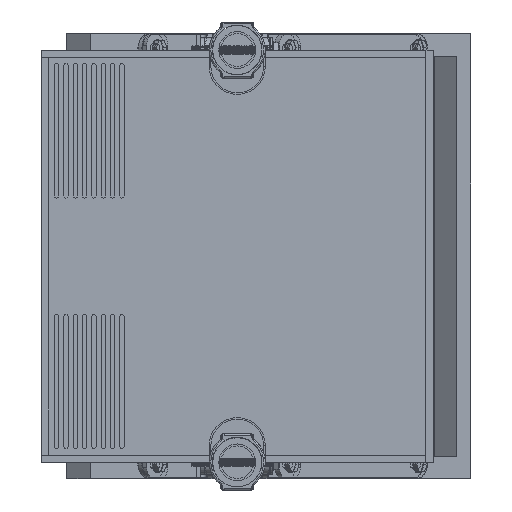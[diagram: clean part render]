
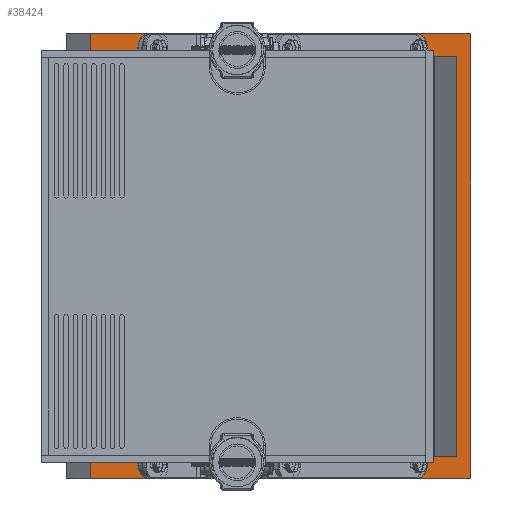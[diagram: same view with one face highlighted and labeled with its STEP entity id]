
A CAD part, front view. The second image highlights one B-rep face of the part: STEP entity #38424.
In plain terms, the highlighted planar face has unit normal (0.766, -0.643, 0).
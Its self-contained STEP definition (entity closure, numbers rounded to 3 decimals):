
#260=FACE_BOUND('',#4279,.T.);
#261=FACE_BOUND('',#4280,.T.);
#262=FACE_BOUND('',#4281,.T.);
#263=FACE_BOUND('',#4282,.T.);
#264=FACE_BOUND('',#4283,.T.);
#265=FACE_BOUND('',#4284,.T.);
#266=FACE_BOUND('',#4285,.T.);
#718=PLANE('',#40913);
#2042=FACE_OUTER_BOUND('',#4278,.T.);
#4278=EDGE_LOOP('',(#27520,#27521,#27522,#27523));
#4279=EDGE_LOOP('',(#27524));
#4280=EDGE_LOOP('',(#27525));
#4281=EDGE_LOOP('',(#27526));
#4282=EDGE_LOOP('',(#27527));
#4283=EDGE_LOOP('',(#27528));
#4284=EDGE_LOOP('',(#27529));
#4285=EDGE_LOOP('',(#27530,#27531,#27532,#27533));
#6414=CIRCLE('',#40882,0.125);
#6416=CIRCLE('',#40886,0.125);
#6418=CIRCLE('',#40890,0.125);
#6420=CIRCLE('',#40894,0.125);
#6422=CIRCLE('',#40898,0.125);
#6424=CIRCLE('',#40902,0.125);
#10032=LINE('',#76847,#12802);
#10036=LINE('',#76855,#12806);
#10039=LINE('',#76861,#12809);
#10042=LINE('',#76866,#12812);
#10045=LINE('',#76874,#12815);
#10053=LINE('',#76889,#12823);
#10054=LINE('',#76891,#12824);
#10055=LINE('',#76892,#12825);
#12802=VECTOR('',#45249,0.394);
#12806=VECTOR('',#45255,0.394);
#12809=VECTOR('',#45260,0.394);
#12812=VECTOR('',#45265,0.394);
#12815=VECTOR('',#45272,0.394);
#12823=VECTOR('',#45284,0.394);
#12824=VECTOR('',#45287,0.394);
#12825=VECTOR('',#45288,0.394);
#15918=VERTEX_POINT('',#76803);
#15920=VERTEX_POINT('',#76810);
#15922=VERTEX_POINT('',#76817);
#15924=VERTEX_POINT('',#76824);
#15926=VERTEX_POINT('',#76831);
#15928=VERTEX_POINT('',#76838);
#15930=VERTEX_POINT('',#76845);
#15931=VERTEX_POINT('',#76846);
#15934=VERTEX_POINT('',#76854);
#15936=VERTEX_POINT('',#76860);
#15939=VERTEX_POINT('',#76871);
#15940=VERTEX_POINT('',#76873);
#15944=VERTEX_POINT('',#76885);
#15945=VERTEX_POINT('',#76887);
#20204=EDGE_CURVE('',#15918,#15918,#6414,.T.);
#20207=EDGE_CURVE('',#15920,#15920,#6416,.T.);
#20210=EDGE_CURVE('',#15922,#15922,#6418,.T.);
#20213=EDGE_CURVE('',#15924,#15924,#6420,.T.);
#20216=EDGE_CURVE('',#15926,#15926,#6422,.T.);
#20219=EDGE_CURVE('',#15928,#15928,#6424,.T.);
#20222=EDGE_CURVE('',#15930,#15931,#10032,.T.);
#20226=EDGE_CURVE('',#15934,#15930,#10036,.T.);
#20229=EDGE_CURVE('',#15936,#15934,#10039,.T.);
#20232=EDGE_CURVE('',#15931,#15936,#10042,.T.);
#20235=EDGE_CURVE('',#15939,#15940,#10045,.T.);
#20243=EDGE_CURVE('',#15944,#15945,#10053,.T.);
#20244=EDGE_CURVE('',#15939,#15944,#10054,.T.);
#20245=EDGE_CURVE('',#15940,#15945,#10055,.T.);
#27520=ORIENTED_EDGE('',*,*,#20244,.T.);
#27521=ORIENTED_EDGE('',*,*,#20243,.T.);
#27522=ORIENTED_EDGE('',*,*,#20245,.F.);
#27523=ORIENTED_EDGE('',*,*,#20235,.F.);
#27524=ORIENTED_EDGE('',*,*,#20204,.T.);
#27525=ORIENTED_EDGE('',*,*,#20207,.T.);
#27526=ORIENTED_EDGE('',*,*,#20210,.T.);
#27527=ORIENTED_EDGE('',*,*,#20213,.T.);
#27528=ORIENTED_EDGE('',*,*,#20216,.T.);
#27529=ORIENTED_EDGE('',*,*,#20219,.T.);
#27530=ORIENTED_EDGE('',*,*,#20222,.T.);
#27531=ORIENTED_EDGE('',*,*,#20232,.T.);
#27532=ORIENTED_EDGE('',*,*,#20229,.T.);
#27533=ORIENTED_EDGE('',*,*,#20226,.T.);
#38424=ADVANCED_FACE('',(#2042,#260,#261,#262,#263,#264,#265,#266),#718,
 .T.);
#40882=AXIS2_PLACEMENT_3D('',#76804,#45195,#45196);
#40886=AXIS2_PLACEMENT_3D('',#76811,#45204,#45205);
#40890=AXIS2_PLACEMENT_3D('',#76818,#45213,#45214);
#40894=AXIS2_PLACEMENT_3D('',#76825,#45222,#45223);
#40898=AXIS2_PLACEMENT_3D('',#76832,#45231,#45232);
#40902=AXIS2_PLACEMENT_3D('',#76839,#45240,#45241);
#40913=AXIS2_PLACEMENT_3D('',#76890,#45285,#45286);
#45195=DIRECTION('center_axis',(-0.766,0.643,0.));
#45196=DIRECTION('ref_axis',(0.,0.,-1.));
#45204=DIRECTION('center_axis',(-0.766,0.643,0.));
#45205=DIRECTION('ref_axis',(0.,0.,-1.));
#45213=DIRECTION('center_axis',(-0.766,0.643,0.));
#45214=DIRECTION('ref_axis',(0.,0.,-1.));
#45222=DIRECTION('center_axis',(-0.766,0.643,0.));
#45223=DIRECTION('ref_axis',(0.,0.,-1.));
#45231=DIRECTION('center_axis',(-0.766,0.643,0.));
#45232=DIRECTION('ref_axis',(0.,0.,-1.));
#45240=DIRECTION('center_axis',(-0.766,0.643,0.));
#45241=DIRECTION('ref_axis',(0.,0.,-1.));
#45249=DIRECTION('',(-0.643,-0.766,0.));
#45255=DIRECTION('',(0.,0.,-1.));
#45260=DIRECTION('',(0.643,0.766,0.));
#45265=DIRECTION('',(0.,0.,1.));
#45272=DIRECTION('',(0.,0.,-1.));
#45284=DIRECTION('',(0.,0.,-1.));
#45285=DIRECTION('center_axis',(0.766,-0.643,0.));
#45286=DIRECTION('ref_axis',(-0.643,-0.766,0.));
#45287=DIRECTION('',(-0.643,-0.766,0.));
#45288=DIRECTION('',(-0.643,-0.766,0.));
#76803=CARTESIAN_POINT('',(11.67,11.895,-13.063));
#76804=CARTESIAN_POINT('Origin',(11.67,11.895,-13.188));
#76810=CARTESIAN_POINT('',(11.67,11.895,-0.313));
#76811=CARTESIAN_POINT('Origin',(11.67,11.895,-0.438));
#76817=CARTESIAN_POINT('',(7.612,7.059,-13.063));
#76818=CARTESIAN_POINT('Origin',(7.612,7.059,-13.188));
#76824=CARTESIAN_POINT('',(3.555,2.223,-0.313));
#76825=CARTESIAN_POINT('Origin',(3.555,2.223,-0.438));
#76831=CARTESIAN_POINT('',(7.612,7.059,-0.313));
#76832=CARTESIAN_POINT('Origin',(7.612,7.059,-0.438));
#76838=CARTESIAN_POINT('',(3.555,2.223,-13.063));
#76839=CARTESIAN_POINT('Origin',(3.555,2.223,-13.188));
#76845=CARTESIAN_POINT('',(12.996,13.475,-12.938));
#76846=CARTESIAN_POINT('',(2.229,0.643,-12.938));
#76847=CARTESIAN_POINT('',(13.217,13.738,-12.938));
#76854=CARTESIAN_POINT('',(12.996,13.475,-0.688));
#76855=CARTESIAN_POINT('',(12.996,13.475,-0.344));
#76860=CARTESIAN_POINT('',(2.229,0.643,-0.688));
#76861=CARTESIAN_POINT('',(7.833,7.322,-0.688));
#76866=CARTESIAN_POINT('',(2.229,0.643,-6.469));
#76871=CARTESIAN_POINT('',(13.438,14.001,0.));
#76873=CARTESIAN_POINT('',(13.438,14.001,-13.625));
#76874=CARTESIAN_POINT('',(13.438,14.001,0.));
#76885=CARTESIAN_POINT('',(1.787,0.117,0.));
#76887=CARTESIAN_POINT('',(1.787,0.117,-13.625));
#76889=CARTESIAN_POINT('',(1.787,0.117,0.));
#76890=CARTESIAN_POINT('Origin',(13.438,14.001,0.));
#76891=CARTESIAN_POINT('',(13.438,14.001,0.));
#76892=CARTESIAN_POINT('',(13.438,14.001,-13.625));
